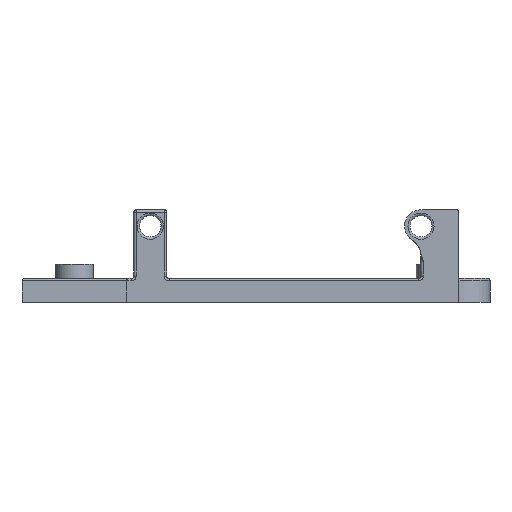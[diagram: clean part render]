
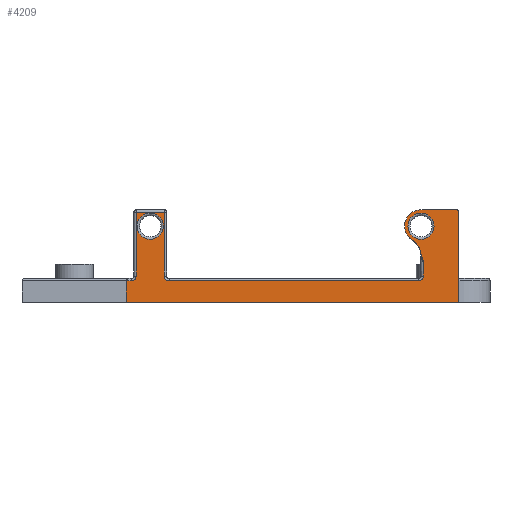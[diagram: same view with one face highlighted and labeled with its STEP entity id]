
A CAD part, front view. The second image highlights one B-rep face of the part: STEP entity #4209.
In plain terms, the highlighted planar face has unit normal (0, -1, 0).
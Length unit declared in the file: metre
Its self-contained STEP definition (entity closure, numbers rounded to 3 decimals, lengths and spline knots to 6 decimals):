
#153=PLANE('',#4534);
#229=CIRCLE('',#4535,0.00275);
#230=CIRCLE('',#4536,0.00275);
#231=CIRCLE('',#4537,0.00345);
#232=CIRCLE('',#4538,0.001);
#233=CIRCLE('',#4539,0.001);
#234=CIRCLE('',#4540,0.001);
#235=CIRCLE('',#4541,0.0005);
#485=LINE('',#7383,#776);
#492=LINE('',#7401,#783);
#570=LINE('',#7609,#861);
#573=LINE('',#7646,#864);
#574=LINE('',#7650,#865);
#575=LINE('',#7654,#866);
#576=LINE('',#7656,#867);
#577=LINE('',#7658,#868);
#578=LINE('',#7662,#869);
#579=LINE('',#7663,#870);
#776=VECTOR('',#5109,1.);
#783=VECTOR('',#5120,1.);
#861=VECTOR('',#5276,1.);
#864=VECTOR('',#5287,1.);
#865=VECTOR('',#5290,1.);
#866=VECTOR('',#5293,1.);
#867=VECTOR('',#5294,1.);
#868=VECTOR('',#5295,1.);
#869=VECTOR('',#5298,1.);
#870=VECTOR('',#5299,1.);
#1195=ORIENTED_EDGE('',*,*,#2439,.T.);
#1196=ORIENTED_EDGE('',*,*,#2440,.T.);
#1197=ORIENTED_EDGE('',*,*,#2441,.T.);
#1198=ORIENTED_EDGE('',*,*,#2442,.T.);
#1199=ORIENTED_EDGE('',*,*,#2443,.T.);
#1200=ORIENTED_EDGE('',*,*,#2444,.T.);
#1201=ORIENTED_EDGE('',*,*,#2445,.T.);
#1202=ORIENTED_EDGE('',*,*,#2446,.T.);
#1203=ORIENTED_EDGE('',*,*,#2447,.T.);
#1204=ORIENTED_EDGE('',*,*,#2448,.T.);
#1205=ORIENTED_EDGE('',*,*,#2449,.T.);
#1206=ORIENTED_EDGE('',*,*,#2450,.T.);
#1207=ORIENTED_EDGE('',*,*,#2451,.T.);
#1208=ORIENTED_EDGE('',*,*,#2436,.T.);
#1209=ORIENTED_EDGE('',*,*,#2452,.T.);
#1210=ORIENTED_EDGE('',*,*,#2342,.F.);
#1211=ORIENTED_EDGE('',*,*,#2453,.T.);
#1212=ORIENTED_EDGE('',*,*,#2334,.T.);
#2334=EDGE_CURVE('',#2959,#2960,#485,.T.);
#2342=EDGE_CURVE('',#2967,#2968,#492,.T.);
#2436=EDGE_CURVE('',#3055,#3056,#570,.T.);
#2439=EDGE_CURVE('',#3057,#3057,#229,.T.);
#2440=EDGE_CURVE('',#3058,#3058,#230,.T.);
#2441=EDGE_CURVE('',#2960,#3059,#231,.T.);
#2442=EDGE_CURVE('',#3059,#3060,#3328,.T.);
#2443=EDGE_CURVE('',#3060,#3061,#573,.F.);
#2444=EDGE_CURVE('',#3061,#3062,#232,.T.);
#2445=EDGE_CURVE('',#3062,#3063,#574,.F.);
#2446=EDGE_CURVE('',#3063,#3064,#233,.T.);
#2447=EDGE_CURVE('',#3064,#3065,#575,.T.);
#2448=EDGE_CURVE('',#3065,#3066,#576,.F.);
#2449=EDGE_CURVE('',#3066,#3067,#577,.F.);
#2450=EDGE_CURVE('',#3067,#3068,#234,.T.);
#2451=EDGE_CURVE('',#3068,#3055,#578,.F.);
#2452=EDGE_CURVE('',#3056,#2968,#579,.T.);
#2453=EDGE_CURVE('',#2967,#2959,#235,.F.);
#2959=VERTEX_POINT('',#7384);
#2960=VERTEX_POINT('',#7385);
#2967=VERTEX_POINT('',#7400);
#2968=VERTEX_POINT('',#7402);
#3055=VERTEX_POINT('',#7610);
#3056=VERTEX_POINT('',#7611);
#3057=VERTEX_POINT('',#7616);
#3058=VERTEX_POINT('',#7618);
#3059=VERTEX_POINT('',#7620);
#3060=VERTEX_POINT('',#7645);
#3061=VERTEX_POINT('',#7647);
#3062=VERTEX_POINT('',#7649);
#3063=VERTEX_POINT('',#7651);
#3064=VERTEX_POINT('',#7653);
#3065=VERTEX_POINT('',#7655);
#3066=VERTEX_POINT('',#7657);
#3067=VERTEX_POINT('',#7659);
#3068=VERTEX_POINT('',#7661);
#3328=B_SPLINE_CURVE_WITH_KNOTS('',3,(#7621,#7622,#7623,#7624,#7625,#7626,
#7627,#7628,#7629,#7630,#7631,#7632,#7633,#7634,#7635,#7636,#7637,#7638,
#7639,#7640,#7641,#7642,#7643,#7644),.UNSPECIFIED.,.F.,.F.,(4,1,1,1,1,1,
1,1,1,1,1,1,1,1,1,1,1,1,1,1,1,4),(0.,0.125,0.25,0.375,0.4375,0.46875,0.5,
0.53125,0.5625,0.625,0.6875,0.71875,0.75,0.78125,0.8125,0.84375,0.859375,
0.875,0.890625,0.90625,0.9375,1.),.UNSPECIFIED.);
#3379=EDGE_LOOP('',(#1195));
#3380=EDGE_LOOP('',(#1196));
#3381=EDGE_LOOP('',(#1197,#1198,#1199,#1200,#1201,#1202,#1203,#1204,#1205,
#1206,#1207,#1208,#1209,#1210,#1211,#1212));
#3729=FACE_BOUND('',#3379,.T.);
#3730=FACE_BOUND('',#3380,.T.);
#3731=FACE_BOUND('',#3381,.T.);
#4209=ADVANCED_FACE('',(#3729,#3730,#3731),#153,.F.);
#4534=AXIS2_PLACEMENT_3D('',#7614,#5279,#5280);
#4535=AXIS2_PLACEMENT_3D('',#7615,#5281,#5282);
#4536=AXIS2_PLACEMENT_3D('',#7617,#5283,#5284);
#4537=AXIS2_PLACEMENT_3D('',#7619,#5285,#5286);
#4538=AXIS2_PLACEMENT_3D('',#7648,#5288,#5289);
#4539=AXIS2_PLACEMENT_3D('',#7652,#5291,#5292);
#4540=AXIS2_PLACEMENT_3D('',#7660,#5296,#5297);
#4541=AXIS2_PLACEMENT_3D('',#7664,#5300,#5301);
#5109=DIRECTION('',(-1.,0.,0.));
#5120=DIRECTION('',(0.,0.,-1.));
#5276=DIRECTION('',(0.,0.,-1.));
#5279=DIRECTION('',(0.,1.,0.));
#5280=DIRECTION('',(0.,0.,1.));
#5281=DIRECTION('',(0.,1.,0.));
#5282=DIRECTION('',(0.,0.,1.));
#5283=DIRECTION('',(0.,1.,0.));
#5284=DIRECTION('',(0.,0.,1.));
#5285=DIRECTION('',(0.,-1.,0.));
#5286=DIRECTION('',(0.,0.,-1.));
#5287=DIRECTION('',(0.,0.,1.));
#5288=DIRECTION('',(0.,1.,0.));
#5289=DIRECTION('',(0.,0.,1.));
#5290=DIRECTION('',(1.,0.,0.));
#5291=DIRECTION('',(0.,1.,0.));
#5292=DIRECTION('',(0.,0.,1.));
#5293=DIRECTION('',(0.,0.,1.));
#5294=DIRECTION('',(1.,0.,0.));
#5295=DIRECTION('',(0.,0.,1.));
#5296=DIRECTION('',(0.,1.,0.));
#5297=DIRECTION('',(0.,0.,1.));
#5298=DIRECTION('',(1.,0.,0.));
#5299=DIRECTION('',(1.,0.,0.));
#5300=DIRECTION('',(0.,1.,0.));
#5301=DIRECTION('',(0.,0.,1.));
#7383=CARTESIAN_POINT('',(0.088,0.,0.01945));
#7384=CARTESIAN_POINT('',(0.0915,0.,0.01945));
#7385=CARTESIAN_POINT('',(0.084,0.,0.01945));
#7400=CARTESIAN_POINT('',(0.092,0.,0.01895));
#7401=CARTESIAN_POINT('',(0.092,0.,0.005));
#7402=CARTESIAN_POINT('',(0.092,0.,0.));
#7609=CARTESIAN_POINT('',(0.022,0.,0.005));
#7610=CARTESIAN_POINT('',(0.022,0.,0.0045));
#7611=CARTESIAN_POINT('',(0.022,0.,0.));
#7614=CARTESIAN_POINT('',(0.057,0.,0.005));
#7615=CARTESIAN_POINT('',(0.027,0.,0.016));
#7616=CARTESIAN_POINT('',(0.027,0.,0.01875));
#7617=CARTESIAN_POINT('',(0.084,0.,0.016));
#7618=CARTESIAN_POINT('',(0.084,0.,0.01875));
#7619=CARTESIAN_POINT('',(0.084,0.,0.016));
#7620=CARTESIAN_POINT('',(0.08216,0.,0.013081));
#7621=CARTESIAN_POINT('',(0.08216,0.,0.013081));
#7622=CARTESIAN_POINT('',(0.082344,0.,0.012966));
#7623=CARTESIAN_POINT('',(0.082686,0.,0.012708));
#7624=CARTESIAN_POINT('',(0.083125,0.,0.012244));
#7625=CARTESIAN_POINT('',(0.083427,0.,0.011796));
#7626=CARTESIAN_POINT('',(0.083607,0.,0.011442));
#7627=CARTESIAN_POINT('',(0.083698,0.,0.011239));
#7628=CARTESIAN_POINT('',(0.08377,0.,0.011058));
#7629=CARTESIAN_POINT('',(0.083804,0.,0.010962));
#7630=CARTESIAN_POINT('',(0.083865,0.,0.010786));
#7631=CARTESIAN_POINT('',(0.08394,0.,0.010547));
#7632=CARTESIAN_POINT('',(0.084019,0.,0.010269));
#7633=CARTESIAN_POINT('',(0.084086,0.,0.010016));
#7634=CARTESIAN_POINT('',(0.084132,0.,0.009839));
#7635=CARTESIAN_POINT('',(0.084203,0.,0.009558));
#7636=CARTESIAN_POINT('',(0.084248,0.,0.009378));
#7637=CARTESIAN_POINT('',(0.084275,0.,0.009273));
#7638=CARTESIAN_POINT('',(0.084292,0.,0.009207));
#7639=CARTESIAN_POINT('',(0.084291,0.,0.009209));
#7640=CARTESIAN_POINT('',(0.084326,0.,0.009084));
#7641=CARTESIAN_POINT('',(0.084358,0.,0.008971));
#7642=CARTESIAN_POINT('',(0.08442,0.,0.00877));
#7643=CARTESIAN_POINT('',(0.084468,0.,0.00864));
#7644=CARTESIAN_POINT('',(0.0845,0.,0.008567));
#7645=CARTESIAN_POINT('',(0.0845,0.,0.008567));
#7646=CARTESIAN_POINT('',(0.0845,0.,0.005));
#7647=CARTESIAN_POINT('',(0.0845,0.,0.0055));
#7648=CARTESIAN_POINT('',(0.0835,0.,0.0055));
#7649=CARTESIAN_POINT('',(0.0835,0.,0.0045));
#7650=CARTESIAN_POINT('',(0.03095,0.,0.0045));
#7651=CARTESIAN_POINT('',(0.03095,0.,0.0045));
#7652=CARTESIAN_POINT('',(0.03095,0.,0.0055));
#7653=CARTESIAN_POINT('',(0.02995,0.,0.0055));
#7654=CARTESIAN_POINT('',(0.02995,0.,0.01895));
#7655=CARTESIAN_POINT('',(0.02995,0.,0.01895));
#7656=CARTESIAN_POINT('',(0.057,0.,0.01895));
#7657=CARTESIAN_POINT('',(0.02405,0.,0.01895));
#7658=CARTESIAN_POINT('',(0.02405,0.,0.005));
#7659=CARTESIAN_POINT('',(0.02405,0.,0.0055));
#7660=CARTESIAN_POINT('',(0.02305,0.,0.0055));
#7661=CARTESIAN_POINT('',(0.02305,0.,0.0045));
#7662=CARTESIAN_POINT('',(0.022,0.,0.0045));
#7663=CARTESIAN_POINT('',(0.057,0.,0.));
#7664=CARTESIAN_POINT('',(0.0915,0.,0.01895));
